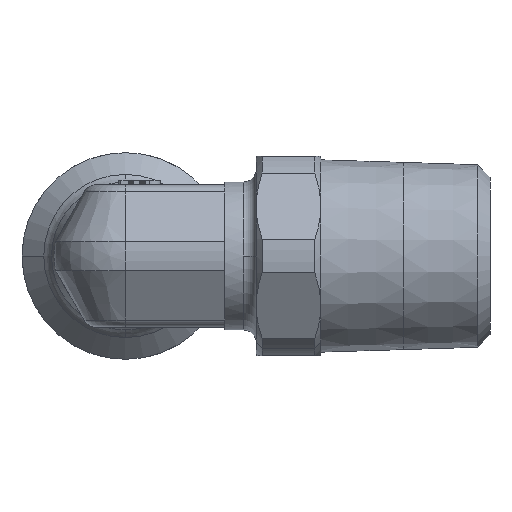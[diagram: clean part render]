
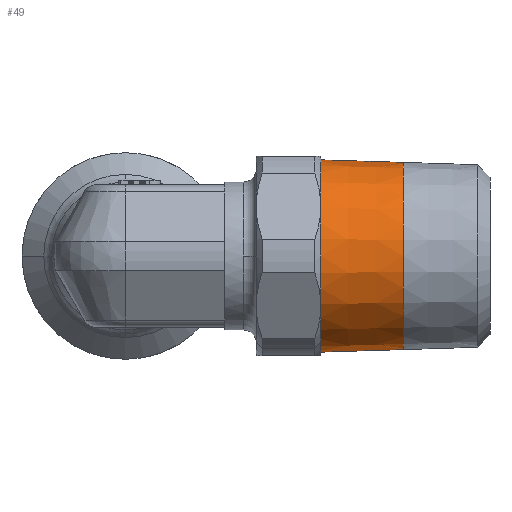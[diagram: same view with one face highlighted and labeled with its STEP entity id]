
A CAD part, left-side view. The second image highlights one B-rep face of the part: STEP entity #49.
In plain terms, the highlighted conical face has half-angle 1.79 degrees and reference radius 6.587 mm.
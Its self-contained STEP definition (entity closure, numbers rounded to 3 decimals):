
#49=ADVANCED_FACE('',(#212),#213,.T.);
#212=FACE_OUTER_BOUND('',#543,.T.);
#213=CONICAL_SURFACE('',#544,6.587,0.031);
#543=EDGE_LOOP('',(#889,#890,#891,#892));
#544=AXIS2_PLACEMENT_3D('',#893,#894,#895);
#889=ORIENTED_EDGE('',*,*,#2134,.F.);
#890=ORIENTED_EDGE('',*,*,#2135,.T.);
#891=ORIENTED_EDGE('',*,*,#2136,.F.);
#892=ORIENTED_EDGE('',*,*,#2137,.F.);
#893=CARTESIAN_POINT('',(0.0,-19.257,0.0));
#894=DIRECTION('',(-0.0,1.0,0.0));
#895=DIRECTION('',(0.,0.0,-1.0));
#2134=EDGE_CURVE('',#2533,#2534,#2535,.T.);
#2135=EDGE_CURVE('',#2533,#2536,#2537,.T.);
#2136=EDGE_CURVE('',#2538,#2536,#2539,.T.);
#2137=EDGE_CURVE('',#2534,#2538,#2540,.T.);
#2533=VERTEX_POINT('',#3178);
#2534=VERTEX_POINT('',#3179);
#2535=LINE('',#3180,#3181);
#2536=VERTEX_POINT('',#3182);
#2537=CIRCLE('',#3183,6.579);
#2538=VERTEX_POINT('',#3184);
#2539=LINE('',#3185,#3186);
#2540=CIRCLE('',#3187,6.76);
#3178=CARTESIAN_POINT('',(0.,-19.533,-6.579));
#3179=CARTESIAN_POINT('',(0.,-13.735,-6.76));
#3180=CARTESIAN_POINT('',(0.,-19.257,-6.587));
#3181=VECTOR('',#4480,1.0);
#3182=CARTESIAN_POINT('',(0.,-19.533,6.579));
#3183=AXIS2_PLACEMENT_3D('',#4481,#4482,#4483);
#3184=CARTESIAN_POINT('',(0.,-13.735,6.76));
#3185=CARTESIAN_POINT('',(0.,-19.257,6.587));
#3186=VECTOR('',#4484,1.0);
#3187=AXIS2_PLACEMENT_3D('',#4485,#4486,#4487);
#4480=DIRECTION('',(0.,1.,-0.031));
#4481=CARTESIAN_POINT('',(0.0,-19.535,0.0));
#4482=DIRECTION('',(0.0,1.0,0.0));
#4483=DIRECTION('',(0.,0.0,-1.0));
#4484=DIRECTION('',(0.,-1.,-0.031));
#4485=CARTESIAN_POINT('',(0.0,-13.735,0.0));
#4486=DIRECTION('',(0.0,1.0,0.0));
#4487=DIRECTION('',(0.,0.0,-1.0));
